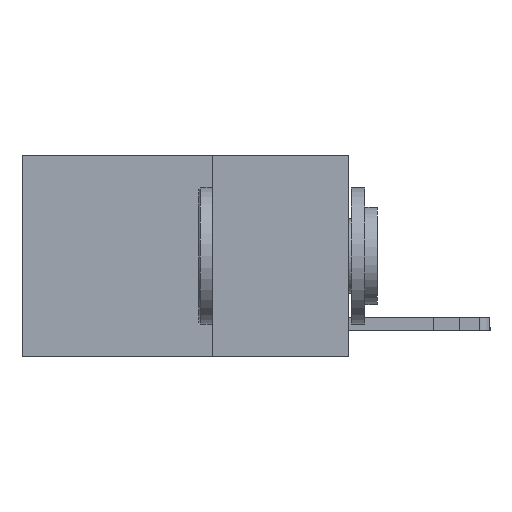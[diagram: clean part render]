
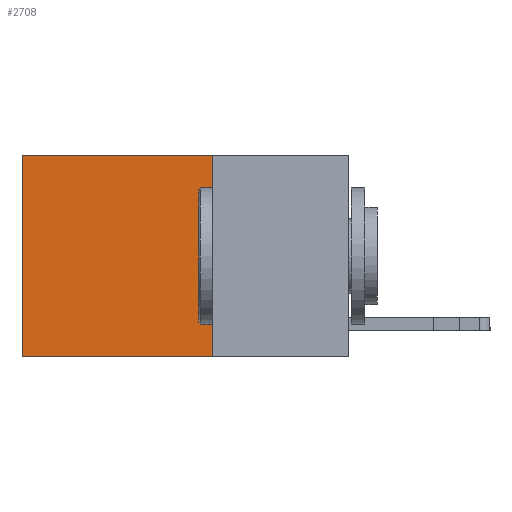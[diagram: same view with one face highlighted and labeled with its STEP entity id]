
A CAD part, left-side view. The second image highlights one B-rep face of the part: STEP entity #2708.
In plain terms, the highlighted planar face has unit normal (-1, 0, 0).
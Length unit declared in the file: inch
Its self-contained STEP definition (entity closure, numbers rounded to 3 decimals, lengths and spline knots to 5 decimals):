
#804 = EDGE_CURVE ( 'NONE', #7943, #6862, #11401, .T. ) ;
#870 = VECTOR ( 'NONE', #4790, 39.37008 ) ;
#1870 = EDGE_CURVE ( 'NONE', #13542, #7943, #5396, .T. ) ;
#2511 = CARTESIAN_POINT ( 'NONE',  ( 0.2625, 0.25, -0.37 ) ) ;
#2708 = ADVANCED_FACE ( 'NONE', ( #2964 ), #10358, .F. ) ;
#2964 = FACE_OUTER_BOUND ( 'NONE', #3000, .T. ) ;
#3000 = EDGE_LOOP ( 'NONE', ( #13623, #6867, #4318, #5505 ) ) ;
#3077 = CARTESIAN_POINT ( 'NONE',  ( 0.2625, 0.25, 0. ) ) ;
#3841 = LINE ( 'NONE', #13409, #8721 ) ;
#4318 = ORIENTED_EDGE ( 'NONE', *, *, #1870, .F. ) ;
#4713 = VECTOR ( 'NONE', #9693, 39.37008 ) ;
#4790 = DIRECTION ( 'NONE',  ( 0., 1., 0. ) ) ;
#5396 = LINE ( 'NONE', #9622, #4713 ) ;
#5454 = LINE ( 'NONE', #3077, #11406 ) ;
#5505 = ORIENTED_EDGE ( 'NONE', *, *, #9453, .T. ) ;
#5652 = VERTEX_POINT ( 'NONE', #8759 ) ;
#6862 = VERTEX_POINT ( 'NONE', #9468 ) ;
#6867 = ORIENTED_EDGE ( 'NONE', *, *, #804, .F. ) ;
#7410 = DIRECTION ( 'NONE',  ( 0., 1., 0. ) ) ;
#7943 = VERTEX_POINT ( 'NONE', #2511 ) ;
#8229 = CARTESIAN_POINT ( 'NONE',  ( 0.2625, 0.25, 0. ) ) ;
#8595 = DIRECTION ( 'NONE',  ( 0., 0., -1. ) ) ;
#8721 = VECTOR ( 'NONE', #9190, 39.37008 ) ;
#8759 = CARTESIAN_POINT ( 'NONE',  ( 0.2625, 0.6, 0. ) ) ;
#9087 = CARTESIAN_POINT ( 'NONE',  ( 0.2625, 0.25, -0.37 ) ) ;
#9190 = DIRECTION ( 'NONE',  ( 0., 0., -1. ) ) ;
#9453 = EDGE_CURVE ( 'NONE', #13542, #5652, #5454, .T. ) ;
#9468 = CARTESIAN_POINT ( 'NONE',  ( 0.2625, 0.6, -0.37 ) ) ;
#9622 = CARTESIAN_POINT ( 'NONE',  ( 0.2625, 0.25, 0. ) ) ;
#9693 = DIRECTION ( 'NONE',  ( 0., 0., -1. ) ) ;
#9747 = AXIS2_PLACEMENT_3D ( 'NONE', #8229, #12817, #8595 ) ;
#9901 = CARTESIAN_POINT ( 'NONE',  ( 0.2625, 0.25, 0. ) ) ;
#10358 = PLANE ( 'NONE',  #9747 ) ;
#11401 = LINE ( 'NONE', #9087, #870 ) ;
#11406 = VECTOR ( 'NONE', #7410, 39.37008 ) ;
#12747 = EDGE_CURVE ( 'NONE', #5652, #6862, #3841, .T. ) ;
#12817 = DIRECTION ( 'NONE',  ( 1., 0., 0. ) ) ;
#13409 = CARTESIAN_POINT ( 'NONE',  ( 0.2625, 0.6, 0. ) ) ;
#13542 = VERTEX_POINT ( 'NONE', #9901 ) ;
#13623 = ORIENTED_EDGE ( 'NONE', *, *, #12747, .T. ) ;
